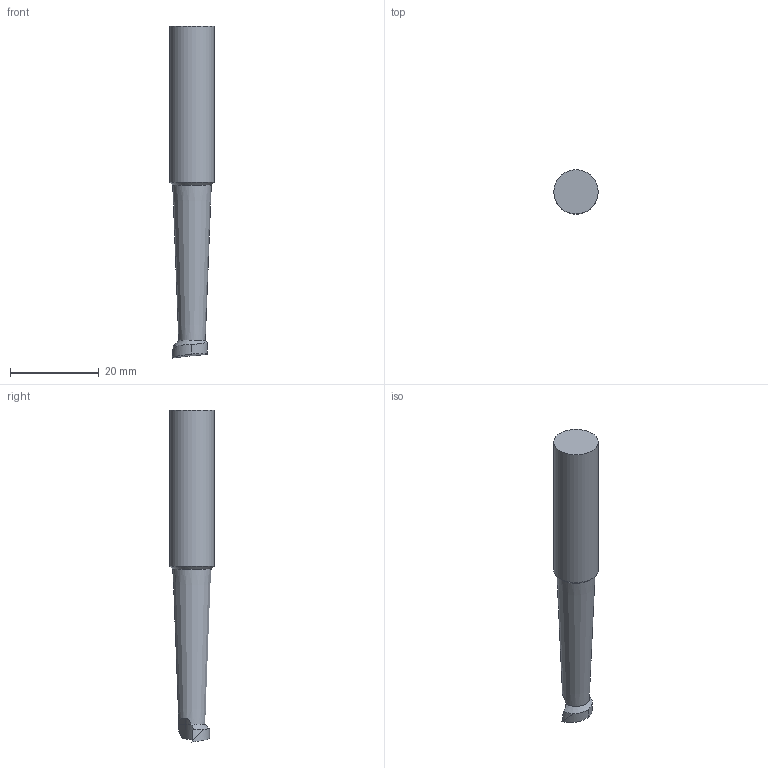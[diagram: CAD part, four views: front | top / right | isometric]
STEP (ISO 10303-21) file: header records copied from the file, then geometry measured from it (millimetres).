
FILE_DESCRIPTION((''),'1');
FILE_NAME('RBE9.stp','2022-09-28T03:36:20',(''),(''),'Spatial Interop R21 SP3','Kubotek KeyCreator 2011 V10.0.2 (22737)',' ');
FILE_SCHEMA(('automotive_design'));
Length unit declared in the file: millimetre
Products named in the file (2): 241[3]; 240[2]
Bounding box: 10 x 10 x 75 mm (x, y, z)
Volume: 4421.8 mm3; surface area: 2186.3 mm2
Topology: 2 solids, 2 shells, 19 faces, 43 edges, 28 vertices
Faces by surface type: plane 9, cylinder 6, cone 4
Full cylindrical faces by diameter (mm): 10 x1
Entity records: 1060 total; most frequent: CARTESIAN_POINT 178, DIRECTION 87, PRESENTATION_STYLE_ASSIGNMENT 81, COLOUR_RGB 81, ORIENTED_EDGE 78, STYLED_ITEM 60, CURVE_STYLE 60, DRAUGHTING_PRE_DEFINED_CURVE_FONT 60
